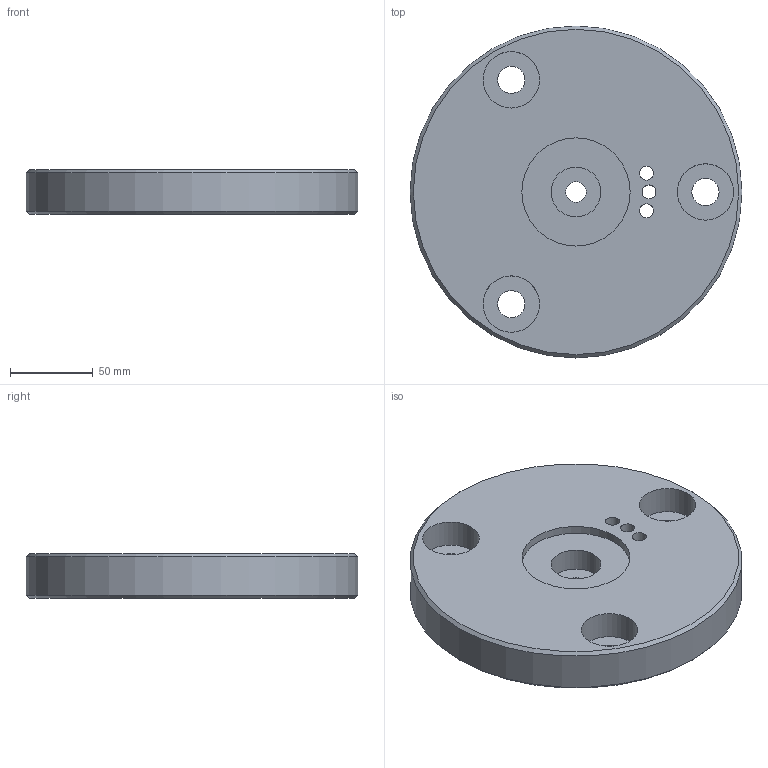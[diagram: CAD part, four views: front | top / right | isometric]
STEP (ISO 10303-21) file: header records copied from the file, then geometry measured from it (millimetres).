
FILE_DESCRIPTION(('FreeCAD Model'),'2;1');
FILE_NAME('platine_200.step', '2020-07-20T23:07:08',(''),(''),'Open CASCADE STEP processor 7.3', 'FreeCAD','Unknown');
FILE_SCHEMA(('AUTOMOTIVE_DESIGN { 1 0 10303 214 1 1 1 1 }'));
Length unit declared in the file: millimetre
Products named in the file (1): Body
Bounding box: 200 x 200 x 27 mm (x, y, z)
Volume: 761047.6 mm3; surface area: 88258.3 mm2
Topology: 1 solids, 1 shells, 22 faces, 43 edges, 28 vertices
Faces by surface type: cylinder 13, plane 7, cone 2
Full cylindrical faces by diameter (mm): 8.4 x3, 12.4 x1, 16.4 x3, 30 x1, 34 x3, 65.2 x1, 200 x1
Entity records: 1217 total; most frequent: CARTESIAN_POINT 240, DIRECTION 193, ORIENTED_EDGE 86, PCURVE 86, DEFINITIONAL_REPRESENTATION 86, LINE 75, VECTOR 75, AXIS2_PLACEMENT_3D 51
